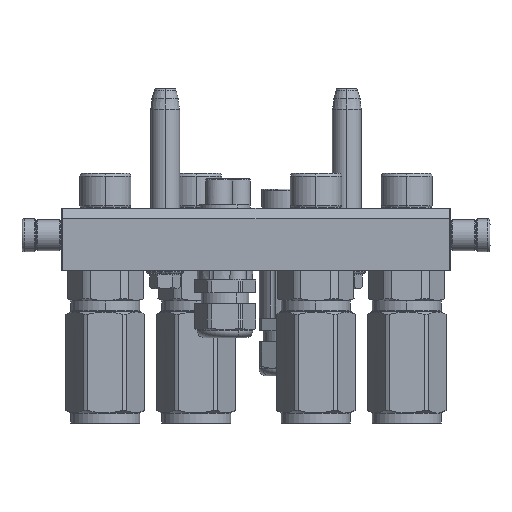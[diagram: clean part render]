
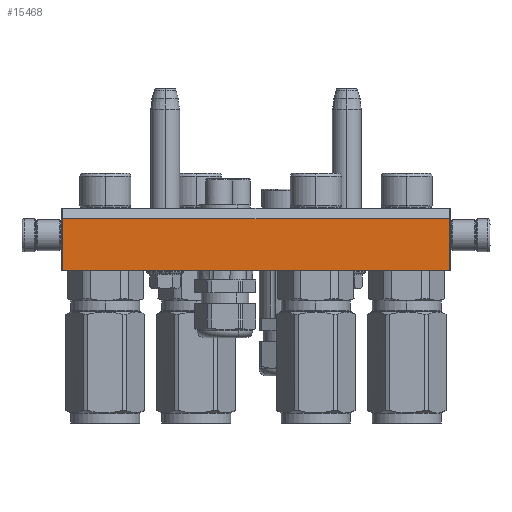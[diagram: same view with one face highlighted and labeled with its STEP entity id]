
A CAD part, left-side view. The second image highlights one B-rep face of the part: STEP entity #15468.
In plain terms, the highlighted face is planar.
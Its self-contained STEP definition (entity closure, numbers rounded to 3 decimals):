
#2406 = VECTOR ( 'NONE', #53713, 1000. ) ;
#2538 = DIRECTION ( 'NONE',  ( -1., 0., 0. ) ) ;
#2959 = LINE ( 'NONE', #51401, #60115 ) ;
#3595 = FACE_OUTER_BOUND ( 'NONE', #14000, .T. ) ;
#8339 = DIRECTION ( 'NONE',  ( 0., 1., 0. ) ) ;
#8508 = DIRECTION ( 'NONE',  ( 0., 0., -1. ) ) ;
#10569 = ORIENTED_EDGE ( 'NONE', *, *, #48391, .T. ) ;
#14000 = EDGE_LOOP ( 'NONE', ( #29945, #30508, #49950, #10569 ) ) ;
#15228 = CARTESIAN_POINT ( 'NONE',  ( -93.5, -10., -45. ) ) ;
#15468 = ADVANCED_FACE ( 'NONE', ( #3595 ), #24790, .T. ) ;
#15836 = CARTESIAN_POINT ( 'NONE',  ( -93.5, -10., -45. ) ) ;
#20603 = VECTOR ( 'NONE', #8339, 1000. ) ;
#23124 = VERTEX_POINT ( 'NONE', #15836 ) ;
#24227 = DIRECTION ( 'NONE',  ( -1., 0., 0. ) ) ;
#24790 = PLANE ( 'NONE',  #27789 ) ;
#27789 = AXIS2_PLACEMENT_3D ( 'NONE', #71413, #8508, #2538 ) ;
#29945 = ORIENTED_EDGE ( 'NONE', *, *, #73014, .F. ) ;
#30508 = ORIENTED_EDGE ( 'NONE', *, *, #73701, .F. ) ;
#34522 = VERTEX_POINT ( 'NONE', #45530 ) ;
#36522 = CARTESIAN_POINT ( 'NONE',  ( -93.5, -10., -45. ) ) ;
#38585 = CARTESIAN_POINT ( 'NONE',  ( -93.5, 15., -45. ) ) ;
#40288 = LINE ( 'NONE', #65497, #20603 ) ;
#43628 = CARTESIAN_POINT ( 'NONE',  ( 93.5, 15., -45. ) ) ;
#45530 = CARTESIAN_POINT ( 'NONE',  ( 93.5, -10., -45. ) ) ;
#46172 = LINE ( 'NONE', #36522, #2406 ) ;
#48391 = EDGE_CURVE ( 'NONE', #23124, #61285, #46172, .T. ) ;
#49950 = ORIENTED_EDGE ( 'NONE', *, *, #69671, .F. ) ;
#51401 = CARTESIAN_POINT ( 'NONE',  ( 93.5, 15., -45. ) ) ;
#53713 = DIRECTION ( 'NONE',  ( 0., 1., 0. ) ) ;
#55730 = VECTOR ( 'NONE', #61145, 1000. ) ;
#56594 = LINE ( 'NONE', #15228, #55730 ) ;
#58862 = VERTEX_POINT ( 'NONE', #43628 ) ;
#60115 = VECTOR ( 'NONE', #24227, 1000. ) ;
#61145 = DIRECTION ( 'NONE',  ( 1., 0., 0. ) ) ;
#61285 = VERTEX_POINT ( 'NONE', #38585 ) ;
#65497 = CARTESIAN_POINT ( 'NONE',  ( 93.5, -10., -45. ) ) ;
#69671 = EDGE_CURVE ( 'NONE', #23124, #34522, #56594, .T. ) ;
#71413 = CARTESIAN_POINT ( 'NONE',  ( 94., -15., -45. ) ) ;
#73014 = EDGE_CURVE ( 'NONE', #58862, #61285, #2959, .T. ) ;
#73701 = EDGE_CURVE ( 'NONE', #34522, #58862, #40288, .T. ) ;
